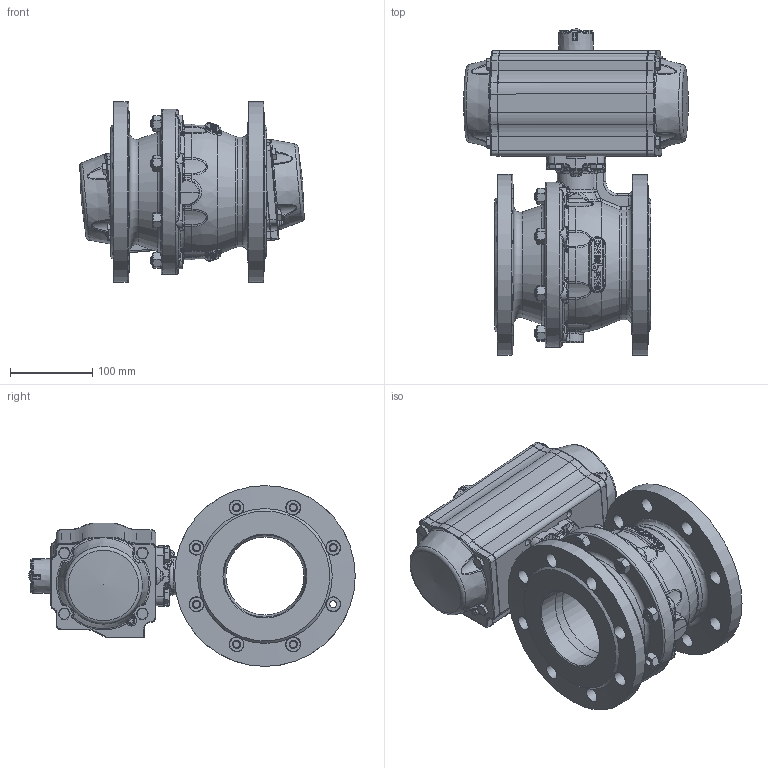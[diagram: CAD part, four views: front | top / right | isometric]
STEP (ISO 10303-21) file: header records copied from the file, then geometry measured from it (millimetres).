
FILE_DESCRIPTION(/* description */ ('Unknown','CAx-IF Rec.Pracs.---Representation and Presentation of Product Manufacturing Information (PMI)---4.0---2014-10-13','CAx-IF Rec.Pracs.---3D Tessellated Geometry---0.4---2014-09-14','2;1'),/* implementation_level */ '2;1');
FILE_NAME(/* name */ 'DW06 0919-12',/* time_stamp */ '2023-09-04T11:23:44+02:00',/* author */ ('Unknown'),/* organization */ ('Unknown'),/* preprocessor_version */ 'ST-DEVELOPER v18.102',/* originating_system */ 'Solid Edge',/* authorisation */ 'Unknown');
FILE_SCHEMA (('CONFIG_CONTROL_DESIGN','AP242_MANAGED_MODEL_BASED_3D_ENGINEERING_MIM_LF { 1 0 10303 442 1 1 4 }'));
Products named in the file (13): DW06 0919-12; 4.170.100; M8x20; DW06_FR05_(DW160_FR119); ____; ________(___________; _____________; ______; Deckel 1; hexagon head bolts--product grade c gb_GB_FASTENER_BOLT_HHBC M8X40-N; cup head nib bolts with large head gb_GB_FASTENER_BOLT_CHNBW M6X25-N; KP-100; Deckel 2
Assembly tree (24 placements, depth 4):
  DW06 0919-12
    4.170.100
    M8x20  x4
    DW06_FR05_(DW160_FR119)
      ____
        ________(___________  x2
        _____________  x2
        ______
      Deckel 1
      hexagon head bolts--product grade c gb_GB_FASTENER_BOLT_HHBC M8X40-N  x8
      cup head nib bolts with large head gb_GB_FASTENER_BOLT_CHNBW M6X25-N
      KP-100
      Deckel 2
Bounding box: 273.12 x 397.31 x 220 mm (x, y, z)
Volume: 6484423.4 mm3; surface area: 571543.1 mm2
Topology: 22 solids, 31 shells, 2440 faces, 6007 edges, 3631 vertices
Faces by surface type: plane 687, bspline 633, cylinder 554, cone 299, torus 206, sphere 61
Full cylindrical faces by diameter (mm): 2.6 x2, 2.952 x1, 3 x16, 3.3 x8, 4.2 x8, 4.66 x1, 5 x1, 6 x1, 6.2 x1, 6.8 x16, 8 x12, 8.5 x6, 9 x4, 10 x14, 11 x8, 11.8 x2, 18 x16, 22.5 x1, 24 x1, 24.6 x2, 25 x1, 26.8 x1, 36 x1, 37.2 x1, 38.5 x1, 95 x1, 100 x2, 201 x1, 220 x2
Entity records: 89093 total; most frequent: CARTESIAN_POINT 43758, ORIENTED_EDGE 9928, DIRECTION 8360, EDGE_CURVE 4964, AXIS2_PLACEMENT_3D 3497, VERTEX_POINT 3143, FACE_BOUND 2483, EDGE_LOOP 2458
